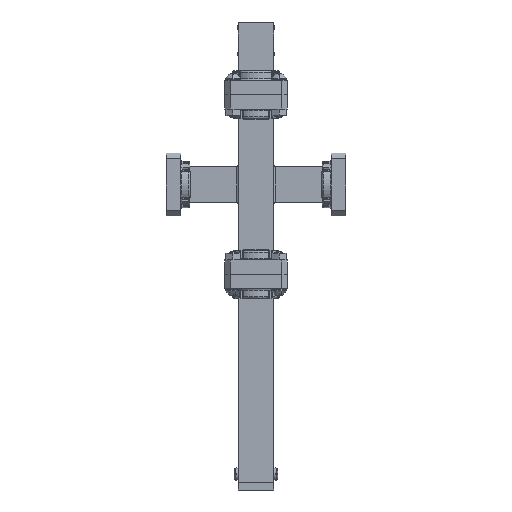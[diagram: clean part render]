
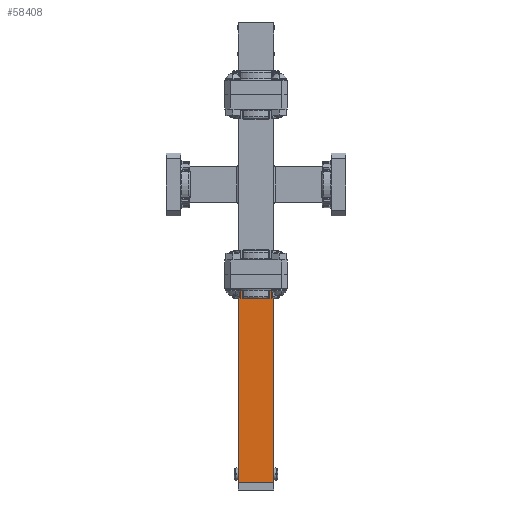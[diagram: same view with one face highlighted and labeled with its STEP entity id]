
A CAD part, front view. The second image highlights one B-rep face of the part: STEP entity #58408.
In plain terms, the highlighted planar face has unit normal (0, -1, 0).
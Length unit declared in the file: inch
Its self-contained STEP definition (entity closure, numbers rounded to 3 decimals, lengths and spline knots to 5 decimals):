
#1067 = DIRECTION ( 'NONE',  ( 0., 1., 0. ) ) ;
#2445 = DIRECTION ( 'NONE',  ( 0., 0., 1. ) ) ;
#2792 = DIRECTION ( 'NONE',  ( -1., 0., 0. ) ) ;
#3065 = VECTOR ( 'NONE', #2445, 39.37008 ) ;
#3204 = EDGE_CURVE ( 'NONE', #11828, #67477, #53749, .T. ) ;
#3515 = VECTOR ( 'NONE', #56444, 39.37008 ) ;
#3953 = CARTESIAN_POINT ( 'NONE',  ( 0., -0.125, -0.335 ) ) ;
#5333 = DIRECTION ( 'NONE',  ( 1., 0., 0. ) ) ;
#5922 = CARTESIAN_POINT ( 'NONE',  ( 0.25, -0.125, -0.22 ) ) ;
#6040 = LINE ( 'NONE', #3953, #56068 ) ;
#8107 = DIRECTION ( 'NONE',  ( 0., 0., 1. ) ) ;
#8592 = VERTEX_POINT ( 'NONE', #33221 ) ;
#8610 = VERTEX_POINT ( 'NONE', #5922 ) ;
#8635 = DIRECTION ( 'NONE',  ( 0., -1., 0. ) ) ;
#10561 = DIRECTION ( 'NONE',  ( 0., 0., 1. ) ) ;
#11828 = VERTEX_POINT ( 'NONE', #49481 ) ;
#11836 = AXIS2_PLACEMENT_3D ( 'NONE', #46919, #8635, #2792 ) ;
#12210 = DIRECTION ( 'NONE',  ( -1., 0., 0. ) ) ;
#12440 = ORIENTED_EDGE ( 'NONE', *, *, #59989, .T. ) ;
#13699 = ORIENTED_EDGE ( 'NONE', *, *, #36392, .T. ) ;
#14173 = DIRECTION ( 'NONE',  ( 0., 0., -1. ) ) ;
#14346 = LINE ( 'NONE', #21562, #26409 ) ;
#15462 = LINE ( 'NONE', #53379, #34449 ) ;
#15828 = VECTOR ( 'NONE', #10561, 39.37008 ) ;
#17287 = DIRECTION ( 'NONE',  ( -1., 0., 0. ) ) ;
#18887 = CARTESIAN_POINT ( 'NONE',  ( 0.185, -0.125, -0.325 ) ) ;
#19628 = CARTESIAN_POINT ( 'NONE',  ( -0.185, -0.125, -0.22 ) ) ;
#21562 = CARTESIAN_POINT ( 'NONE',  ( 0., -0.125, -2.9 ) ) ;
#21894 = LINE ( 'NONE', #70918, #15828 ) ;
#21950 = CARTESIAN_POINT ( 'NONE',  ( -0.185, -0.125, -0.325 ) ) ;
#24287 = AXIS2_PLACEMENT_3D ( 'NONE', #70196, #42380, #69976 ) ;
#24442 = ORIENTED_EDGE ( 'NONE', *, *, #33615, .F. ) ;
#26409 = VECTOR ( 'NONE', #5333, 39.37008 ) ;
#27280 = VERTEX_POINT ( 'NONE', #29613 ) ;
#28514 = VERTEX_POINT ( 'NONE', #54909 ) ;
#29613 = CARTESIAN_POINT ( 'NONE',  ( -0.25, -0.125, -0.22 ) ) ;
#30769 = CARTESIAN_POINT ( 'NONE',  ( 0.25, -0.125, -3. ) ) ;
#31043 = DIRECTION ( 'NONE',  ( -1., 0., 0. ) ) ;
#32124 = CARTESIAN_POINT ( 'NONE',  ( -0.185, -0.125, -0.22 ) ) ;
#33221 = CARTESIAN_POINT ( 'NONE',  ( 0.185, -0.125, -0.22 ) ) ;
#33615 = EDGE_CURVE ( 'NONE', #65932, #27280, #21894, .T. ) ;
#34449 = VECTOR ( 'NONE', #14173, 39.37008 ) ;
#34855 = CARTESIAN_POINT ( 'NONE',  ( -0.18, -0.125, -0.22 ) ) ;
#35137 = EDGE_CURVE ( 'NONE', #11828, #58157, #6040, .T. ) ;
#36392 = EDGE_CURVE ( 'NONE', #8592, #67477, #15462, .T. ) ;
#36480 = ORIENTED_EDGE ( 'NONE', *, *, #52451, .T. ) ;
#36690 = ORIENTED_EDGE ( 'NONE', *, *, #43915, .T. ) ;
#37334 = ORIENTED_EDGE ( 'NONE', *, *, #56674, .T. ) ;
#38650 = VERTEX_POINT ( 'NONE', #21950 ) ;
#39488 = PLANE ( 'NONE',  #43120 ) ;
#41227 = CARTESIAN_POINT ( 'NONE',  ( -0.175, -0.125, -0.335 ) ) ;
#42380 = DIRECTION ( 'NONE',  ( 0., -1., 0. ) ) ;
#42965 = LINE ( 'NONE', #30769, #56713 ) ;
#43120 = AXIS2_PLACEMENT_3D ( 'NONE', #45444, #1067, #17287 ) ;
#43915 = EDGE_CURVE ( 'NONE', #8610, #8592, #50623, .T. ) ;
#44125 = ORIENTED_EDGE ( 'NONE', *, *, #35137, .T. ) ;
#45444 = CARTESIAN_POINT ( 'NONE',  ( 0., -0.125, -3. ) ) ;
#46919 = CARTESIAN_POINT ( 'NONE',  ( 0.175, -0.125, -0.325 ) ) ;
#48785 = LINE ( 'NONE', #19628, #3065 ) ;
#49192 = FACE_OUTER_BOUND ( 'NONE', #70348, .T. ) ;
#49284 = CARTESIAN_POINT ( 'NONE',  ( 0.25, -0.125, -0.22 ) ) ;
#49481 = CARTESIAN_POINT ( 'NONE',  ( 0.175, -0.125, -0.335 ) ) ;
#50039 = ORIENTED_EDGE ( 'NONE', *, *, #3204, .F. ) ;
#50142 = CIRCLE ( 'NONE', #24287, 0.01 ) ;
#50623 = LINE ( 'NONE', #49284, #61785 ) ;
#50829 = CARTESIAN_POINT ( 'NONE',  ( -0.25, -0.125, -2.9 ) ) ;
#51633 = VERTEX_POINT ( 'NONE', #32124 ) ;
#52451 = EDGE_CURVE ( 'NONE', #38650, #51633, #48785, .T. ) ;
#53379 = CARTESIAN_POINT ( 'NONE',  ( 0.185, -0.125, -0.33 ) ) ;
#53749 = CIRCLE ( 'NONE', #11836, 0.01 ) ;
#54909 = CARTESIAN_POINT ( 'NONE',  ( 0.25, -0.125, -2.9 ) ) ;
#56068 = VECTOR ( 'NONE', #31043, 39.37008 ) ;
#56444 = DIRECTION ( 'NONE',  ( -1., 0., 0. ) ) ;
#56674 = EDGE_CURVE ( 'NONE', #51633, #27280, #62120, .T. ) ;
#56713 = VECTOR ( 'NONE', #8107, 39.37008 ) ;
#57322 = ORIENTED_EDGE ( 'NONE', *, *, #70220, .T. ) ;
#58157 = VERTEX_POINT ( 'NONE', #41227 ) ;
#58408 = ADVANCED_FACE ( 'NONE', ( #49192 ), #39488, .F. ) ;
#59989 = EDGE_CURVE ( 'NONE', #28514, #8610, #42965, .T. ) ;
#61785 = VECTOR ( 'NONE', #12210, 39.37008 ) ;
#62120 = LINE ( 'NONE', #34855, #3515 ) ;
#65495 = ORIENTED_EDGE ( 'NONE', *, *, #68218, .F. ) ;
#65932 = VERTEX_POINT ( 'NONE', #50829 ) ;
#67477 = VERTEX_POINT ( 'NONE', #18887 ) ;
#68218 = EDGE_CURVE ( 'NONE', #38650, #58157, #50142, .T. ) ;
#69976 = DIRECTION ( 'NONE',  ( -1., 0., 0. ) ) ;
#70196 = CARTESIAN_POINT ( 'NONE',  ( -0.175, -0.125, -0.325 ) ) ;
#70220 = EDGE_CURVE ( 'NONE', #65932, #28514, #14346, .T. ) ;
#70348 = EDGE_LOOP ( 'NONE', ( #65495, #36480, #37334, #24442, #57322, #12440, #36690, #13699, #50039, #44125 ) ) ;
#70918 = CARTESIAN_POINT ( 'NONE',  ( -0.25, -0.125, -3. ) ) ;
